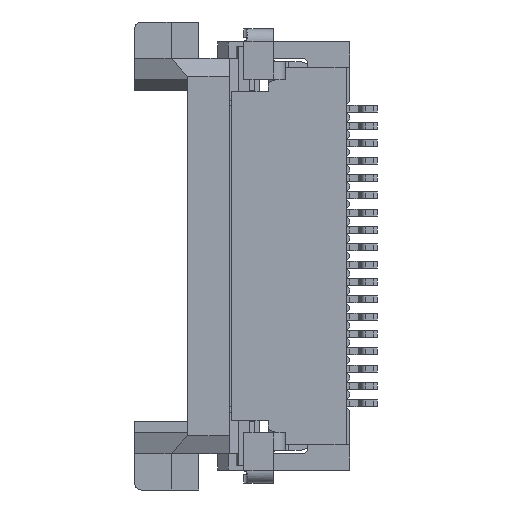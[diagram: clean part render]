
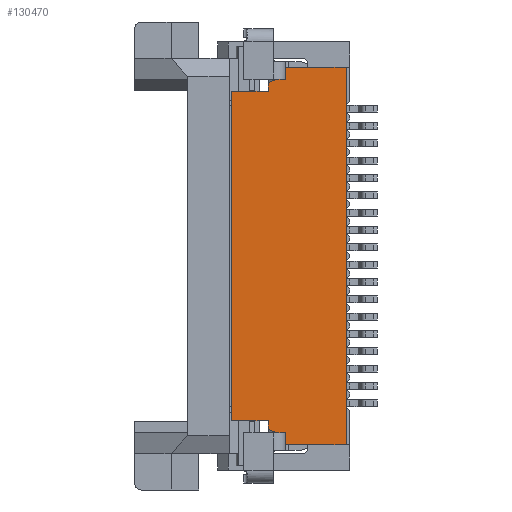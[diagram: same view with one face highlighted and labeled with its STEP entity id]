
A CAD part, left-side view. The second image highlights one B-rep face of the part: STEP entity #130470.
In plain terms, the highlighted face is planar.
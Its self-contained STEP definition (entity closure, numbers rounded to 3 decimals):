
#25040=CARTESIAN_POINT('',(0.5,34.15,-1.93));
#25050=VERTEX_POINT('',#25040);
#25080=CARTESIAN_POINT('',(0.5,34.25,-1.93));
#25090=DIRECTION('',(0.,1.,0.));
#25100=VECTOR('',#25090,1.);
#25110=LINE('',#25080,#25100);
#25120=CARTESIAN_POINT('',(0.5,32.4,-1.93));
#25130=VERTEX_POINT('',#25120);
#25140=EDGE_CURVE('',#25130,#25050,#25110,.T.);
#27090=CARTESIAN_POINT('',(0.5,32.4,-1.205));
#27100=DIRECTION('',(0.,0.,1.));
#27110=VECTOR('',#27100,1.);
#27120=LINE('',#27090,#27110);
#27130=CARTESIAN_POINT('',(0.5,32.4,-2.28));
#27140=VERTEX_POINT('',#27130);
#27150=EDGE_CURVE('',#27140,#25130,#27120,.T.);
#38490=CARTESIAN_POINT('',(0.5,31.3,-2.28));
#38500=DIRECTION('',(0.,1.,0.));
#38510=VECTOR('',#38500,1.);
#38520=LINE('',#38490,#38510);
#38530=CARTESIAN_POINT('',(0.5,32.15,-2.28));
#38540=VERTEX_POINT('',#38530);
#38550=CARTESIAN_POINT('',(0.5,32.337,-2.28));
#38560=VERTEX_POINT('',#38550);
#38570=EDGE_CURVE('',#38540,#38560,#38520,.T.);
#43230=CARTESIAN_POINT('',(0.5,31.9,-2.63));
#43240=VERTEX_POINT('',#43230);
#43270=CARTESIAN_POINT('',(0.5,34.25,-2.63));
#43280=DIRECTION('',(0.,-1.,0.));
#43290=VECTOR('',#43280,1.);
#43300=LINE('',#43270,#43290);
#43310=CARTESIAN_POINT('',(0.5,30.85,-2.63));
#43320=VERTEX_POINT('',#43310);
#43330=EDGE_CURVE('',#43240,#43320,#43300,.T.);
#58430=CARTESIAN_POINT('',(0.5,34.25,-2.28));
#58440=DIRECTION('',(0.,1.,0.));
#58450=VECTOR('',#58440,1.);
#58460=LINE('',#58430,#58450);
#58470=EDGE_CURVE('',#38560,#27140,#58460,.T.);
#78580=CARTESIAN_POINT('',(0.5,34.25,-1.44));
#78590=DIRECTION('',(0.,0.928,
0.371));
#78600=VECTOR('',#78590,1.);
#78610=LINE('',#78580,#78600);
#78620=CARTESIAN_POINT('',(0.5,31.9,-2.38));
#78630=VERTEX_POINT('',#78620);
#78640=EDGE_CURVE('',#78630,#38540,#78610,.T.);
#85610=CARTESIAN_POINT('',(0.5,32.337,-12.48));
#85620=VERTEX_POINT('',#85610);
#85670=CARTESIAN_POINT('',(0.5,34.25,-12.48));
#85680=DIRECTION('',(0.,1.,0.));
#85690=VECTOR('',#85680,1.);
#85700=LINE('',#85670,#85690);
#85710=CARTESIAN_POINT('',(0.5,32.4,-12.48));
#85720=VERTEX_POINT('',#85710);
#85730=EDGE_CURVE('',#85620,#85720,#85700,.T.);
#97930=CARTESIAN_POINT('',(0.5,34.15,-12.83));
#97940=VERTEX_POINT('',#97930);
#97970=CARTESIAN_POINT('',(0.5,34.15,-18.02));
#97980=DIRECTION('',(0.,0.,-1.));
#97990=VECTOR('',#97980,1.);
#98000=LINE('',#97970,#97990);
#98010=EDGE_CURVE('',#25050,#97940,#98000,.T.);
#114060=CARTESIAN_POINT('',(0.5,31.9,-12.13));
#114070=VERTEX_POINT('',#114060);
#114100=CARTESIAN_POINT('',(0.5,31.9,-13.555));
#114110=DIRECTION('',(0.,0.,-1.));
#114120=VECTOR('',#114110,1.);
#114130=LINE('',#114100,#114120);
#114140=CARTESIAN_POINT('',(0.5,31.9,-12.38));
#114150=VERTEX_POINT('',#114140);
#114160=EDGE_CURVE('',#114070,#114150,#114130,.T.);
#114650=CARTESIAN_POINT('',(0.5,31.9,-1.205));
#114660=DIRECTION('',(0.,0.,1.));
#114670=VECTOR('',#114660,1.);
#114680=LINE('',#114650,#114670);
#114690=EDGE_CURVE('',#43240,#78630,#114680,.T.);
#119950=CARTESIAN_POINT('',(0.5,32.4,-13.555));
#119960=DIRECTION('',(0.,0.,-1.));
#119970=VECTOR('',#119960,1.);
#119980=LINE('',#119950,#119970);
#119990=CARTESIAN_POINT('',(0.5,32.4,-12.83));
#120000=VERTEX_POINT('',#119990);
#120010=EDGE_CURVE('',#85720,#120000,#119980,.T.);
#128770=CARTESIAN_POINT('',(0.5,32.15,-12.48));
#128780=VERTEX_POINT('',#128770);
#128810=CARTESIAN_POINT('',(0.5,31.3,-12.48));
#128820=DIRECTION('',(0.,1.,0.));
#128830=VECTOR('',#128820,1.);
#128840=LINE('',#128810,#128830);
#128850=EDGE_CURVE('',#128780,#85620,#128840,.T.);
#129390=CARTESIAN_POINT('',(0.5,34.25,-13.32));
#129400=DIRECTION('',(0.,0.928,
-0.371));
#129410=VECTOR('',#129400,1.);
#129420=LINE('',#129390,#129410);
#129430=EDGE_CURVE('',#114150,#128780,#129420,.T.);
#130070=CARTESIAN_POINT('',(0.5,34.25,-15.555));
#130080=DIRECTION('',(-1.,0.,0.));
#130090=DIRECTION('',(0.,0.,1.));
#130100=AXIS2_PLACEMENT_3D('',#130070,#130080,#130090);
#130110=PLANE('',#130100);
#130120=CARTESIAN_POINT('',(0.5,34.25,-12.83));
#130130=DIRECTION('',(0.,1.,0.));
#130140=VECTOR('',#130130,1.);
#130150=LINE('',#130120,#130140);
#130160=EDGE_CURVE('',#120000,#97940,#130150,.T.);
#130170=ORIENTED_EDGE('',*,*,#130160,.T.);
#130180=ORIENTED_EDGE('',*,*,#120010,.T.);
#130190=ORIENTED_EDGE('',*,*,#85730,.T.);
#130200=ORIENTED_EDGE('',*,*,#128850,.T.);
#130210=ORIENTED_EDGE('',*,*,#129430,.T.);
#130220=ORIENTED_EDGE('',*,*,#114160,.T.);
#130230=CARTESIAN_POINT('',(0.5,34.25,-12.13));
#130240=DIRECTION('',(0.,-1.,0.));
#130250=VECTOR('',#130240,1.);
#130260=LINE('',#130230,#130250);
#130270=CARTESIAN_POINT('',(0.5,30.85,-12.13));
#130280=VERTEX_POINT('',#130270);
#130290=EDGE_CURVE('',#114070,#130280,#130260,.T.);
#130300=ORIENTED_EDGE('',*,*,#130290,.F.);
#130310=CARTESIAN_POINT('',(0.5,30.85,-14.74));
#130320=DIRECTION('',(0.,0.,-1.));
#130330=VECTOR('',#130320,1.);
#130340=LINE('',#130310,#130330);
#130350=EDGE_CURVE('',#43320,#130280,#130340,.T.);
#130360=ORIENTED_EDGE('',*,*,#130350,.T.);
#130370=ORIENTED_EDGE('',*,*,#43330,.T.);
#130380=ORIENTED_EDGE('',*,*,#114690,.F.);
#130390=ORIENTED_EDGE('',*,*,#78640,.F.);
#130400=ORIENTED_EDGE('',*,*,#38570,.F.);
#130410=ORIENTED_EDGE('',*,*,#58470,.F.);
#130420=ORIENTED_EDGE('',*,*,#27150,.F.);
#130430=ORIENTED_EDGE('',*,*,#25140,.F.);
#130440=ORIENTED_EDGE('',*,*,#98010,.F.);
#130450=EDGE_LOOP('',(#130440,#130430,#130420,#130410,#130400,#130390,
#130380,#130370,#130360,#130300,#130220,#130210,#130200,#130190,#130180,
#130170));
#130460=FACE_OUTER_BOUND('',#130450,.T.);
#130470=ADVANCED_FACE('',(#130460),#130110,.F.);
